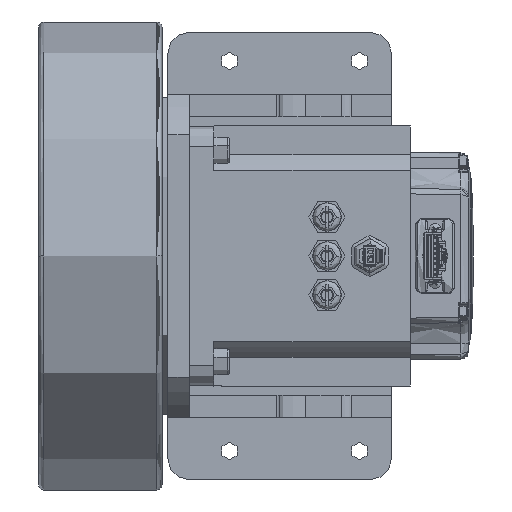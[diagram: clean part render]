
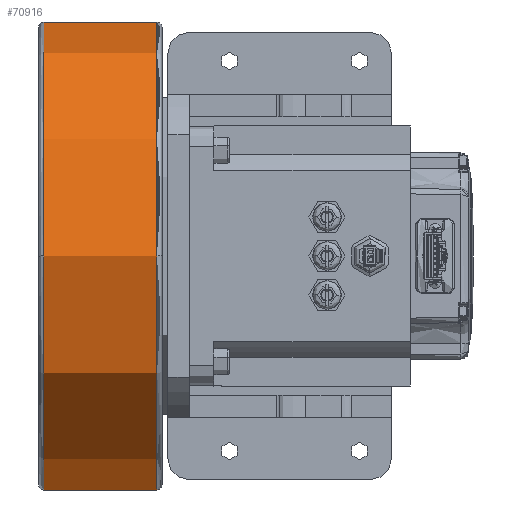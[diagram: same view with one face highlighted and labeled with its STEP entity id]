
A CAD part, front view. The second image highlights one B-rep face of the part: STEP entity #70916.
In plain terms, the highlighted cylindrical face has radius 90 mm (diameter 180 mm), a partial arc.
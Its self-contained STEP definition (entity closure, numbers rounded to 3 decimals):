
#70658=CARTESIAN_POINT('',(-176.496,-74.671,
-219.132));
#70659=DIRECTION('',(-1.,0.,0.));
#70660=DIRECTION('',(0.,0.,-1.));
#70661=AXIS2_PLACEMENT_3D('',#70658,#70659,#70660);
#70678=CARTESIAN_POINT('',(-176.496,-74.671,
-219.132));
#70679=DIRECTION('',(-1.,0.,0.));
#70680=DIRECTION('',(0.,-1.,0.));
#70681=AXIS2_PLACEMENT_3D('',#70678,#70679,#70680);
#70727=CARTESIAN_POINT('',(-132.996,-74.671,
-219.132));
#70728=DIRECTION('',(1.,0.,0.));
#70729=DIRECTION('',(0.,0.,1.));
#70730=AXIS2_PLACEMENT_3D('',#70727,#70728,#70729);
#70742=DIRECTION('',(1.,0.,0.));
#70743=VECTOR('',#70742,43.5);
#70744=CARTESIAN_POINT('',(-176.496,-74.671,
-309.132));
#70745=LINE('',#70744,#70743);
#70756=CARTESIAN_POINT('',(-132.996,-74.671,
-219.132));
#70757=DIRECTION('',(1.,0.,0.));
#70758=DIRECTION('',(0.,-1.,0.));
#70759=AXIS2_PLACEMENT_3D('',#70756,#70757,#70758);
#70761=DIRECTION('',(1.,0.,0.));
#70762=VECTOR('',#70761,43.5);
#70763=CARTESIAN_POINT('',(-176.496,-74.671,
-129.132));
#70764=LINE('',#70763,#70762);
#70773=CARTESIAN_POINT('',(-132.996,-74.671,
-309.132));
#70775=VERTEX_POINT('',#70773);
#70785=CARTESIAN_POINT('',(-176.496,-164.671,
-219.132));
#70787=VERTEX_POINT('',#70785);
#70789=CARTESIAN_POINT('',(-176.496,-74.671,
-129.132));
#70791=VERTEX_POINT('',#70789);
#70793=CARTESIAN_POINT('',(-176.496,-74.671,
-309.132));
#70794=VERTEX_POINT('',#70793);
#70797=CARTESIAN_POINT('',(-132.996,-74.671,
-129.132));
#70798=VERTEX_POINT('',#70797);
#70799=CARTESIAN_POINT('',(-132.996,-164.671,
-219.132));
#70800=VERTEX_POINT('',#70799);
#70900=CARTESIAN_POINT('',(123.562,-74.671,
-219.132));
#70901=DIRECTION('',(-1.,0.,0.));
#70902=DIRECTION('',(0.,0.,-1.));
#70903=AXIS2_PLACEMENT_3D('',#70900,#70901,#70902);
#70904=CYLINDRICAL_SURFACE('',#70903,90.);
#70906=ORIENTED_EDGE('',*,*,#70905,.T.);
#70908=ORIENTED_EDGE('',*,*,#70907,.F.);
#70909=ORIENTED_EDGE('',*,*,#70808,.T.);
#70910=ORIENTED_EDGE('',*,*,#70829,.T.);
#70912=ORIENTED_EDGE('',*,*,#70911,.T.);
#70913=ORIENTED_EDGE('',*,*,#70888,.T.);
#70914=EDGE_LOOP('',(#70906,#70908,#70909,#70910,#70912,#70913));
#70915=FACE_OUTER_BOUND('',#70914,.F.);
#70916=ADVANCED_FACE('',(#70915),#70904,.T.);
#70662=CIRCLE('',#70661,90.);
#70682=CIRCLE('',#70681,90.);
#70731=CIRCLE('',#70730,90.);
#70760=CIRCLE('',#70759,90.);
#70808=EDGE_CURVE('',#70794,#70787,#70662,.T.);
#70829=EDGE_CURVE('',#70787,#70791,#70682,.T.);
#70888=EDGE_CURVE('',#70798,#70800,#70731,.T.);
#70905=EDGE_CURVE('',#70800,#70775,#70760,.T.);
#70907=EDGE_CURVE('',#70794,#70775,#70745,.T.);
#70911=EDGE_CURVE('',#70791,#70798,#70764,.T.);
